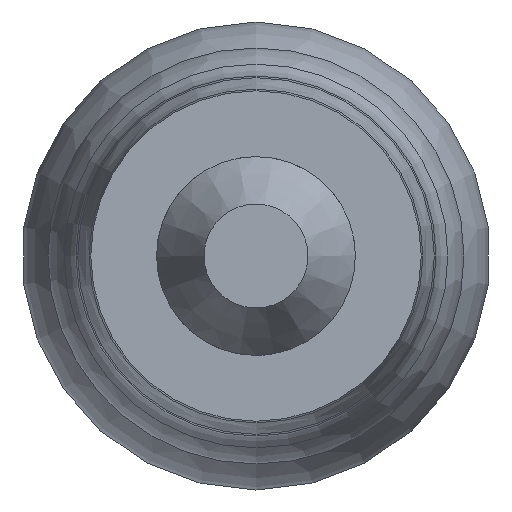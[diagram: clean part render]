
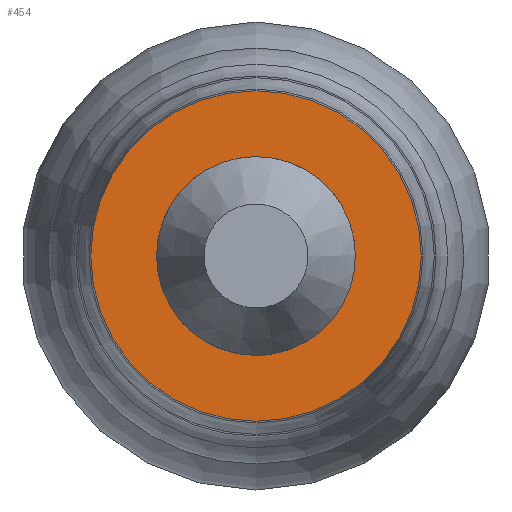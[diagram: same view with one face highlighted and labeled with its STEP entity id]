
A CAD part, left-side view. The second image highlights one B-rep face of the part: STEP entity #454.
In plain terms, the highlighted planar face has unit normal (-1, 0, 0).
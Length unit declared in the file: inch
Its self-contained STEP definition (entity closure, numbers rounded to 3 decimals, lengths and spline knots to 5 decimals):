
#21 = FACE_OUTER_BOUND ( 'NONE', #637, .T. ) ;
#34 = EDGE_CURVE ( 'NONE', #131, #131, #347, .T. ) ;
#112 = ORIENTED_EDGE ( 'NONE', *, *, #378, .T. ) ;
#129 = AXIS2_PLACEMENT_3D ( 'NONE', #497, #395, #608 ) ;
#131 = VERTEX_POINT ( 'NONE', #244 ) ;
#140 = AXIS2_PLACEMENT_3D ( 'NONE', #461, #341, #560 ) ;
#218 = EDGE_LOOP ( 'NONE', ( #639 ) ) ;
#238 = PLANE ( 'NONE',  #364 ) ;
#244 = CARTESIAN_POINT ( 'NONE',  ( 0., 0., -0.01243 ) ) ;
#304 = DIRECTION ( 'NONE',  ( 1., 0., 0. ) ) ;
#341 = DIRECTION ( 'NONE',  ( -1., 0., 0. ) ) ;
#347 = CIRCLE ( 'NONE', #129, 0.01243 ) ;
#364 = AXIS2_PLACEMENT_3D ( 'NONE', #638, #304, #536 ) ;
#378 = EDGE_CURVE ( 'NONE', #553, #553, #594, .T. ) ;
#395 = DIRECTION ( 'NONE',  ( -1., 0., 0. ) ) ;
#454 = ADVANCED_FACE ( 'NONE', ( #506, #21 ), #238, .F. ) ;
#461 = CARTESIAN_POINT ( 'NONE',  ( 0., 0., 0. ) ) ;
#497 = CARTESIAN_POINT ( 'NONE',  ( 0., 0., 0. ) ) ;
#506 = FACE_BOUND ( 'NONE', #218, .T. ) ;
#530 = CARTESIAN_POINT ( 'NONE',  ( 0., 0., 0.02065 ) ) ;
#536 = DIRECTION ( 'NONE',  ( 0., 0., -1. ) ) ;
#553 = VERTEX_POINT ( 'NONE', #530 ) ;
#560 = DIRECTION ( 'NONE',  ( 0., 0., 1. ) ) ;
#594 = CIRCLE ( 'NONE', #140, 0.02065 ) ;
#608 = DIRECTION ( 'NONE',  ( 0., 0., -1. ) ) ;
#637 = EDGE_LOOP ( 'NONE', ( #112 ) ) ;
#638 = CARTESIAN_POINT ( 'NONE',  ( 0., 0.02065, 0. ) ) ;
#639 = ORIENTED_EDGE ( 'NONE', *, *, #34, .F. ) ;
